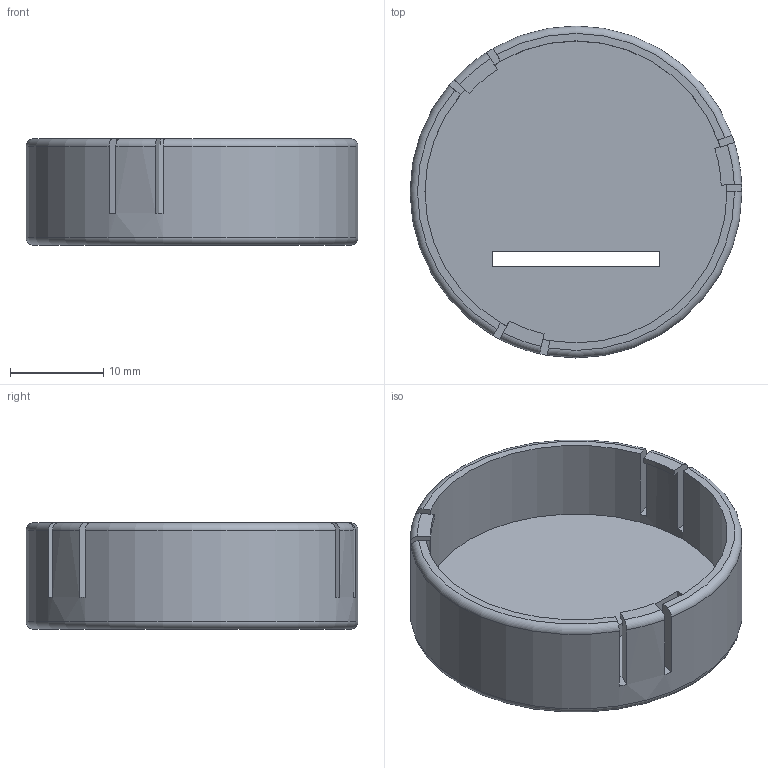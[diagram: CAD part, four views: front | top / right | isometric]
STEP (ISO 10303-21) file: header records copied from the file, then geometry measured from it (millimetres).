
FILE_DESCRIPTION(('FreeCAD Model'),'2;1');
FILE_NAME('PiCamAstroBackPCup.step','2019-09-19T21:46:05',('Author'),( ''),'Open CASCADE STEP processor 7.2','FreeCAD','Unknown');
FILE_SCHEMA(('AUTOMOTIVE_DESIGN { 1 0 10303 214 1 1 1 1 }'));
Length unit declared in the file: millimetre
Products named in the file (1): PiCamAstroBackPCup
Bounding box: 35.6 x 35.6 x 11.4 mm (x, y, z)
Volume: 3771.4 mm3; surface area: 4234.7 mm2
Topology: 1 solids, 1 shells, 45 faces, 131 edges, 88 vertices
Faces by surface type: plane 33, torus 7, cylinder 5
Full cylindrical faces by diameter (mm): 32.4 x1, 35.6 x1
Entity records: 3180 total; most frequent: CARTESIAN_POINT 593, DIRECTION 476, ORIENTED_EDGE 262, PCURVE 262, DEFINITIONAL_REPRESENTATION 262, LINE 221, VECTOR 221, EDGE_CURVE 131
